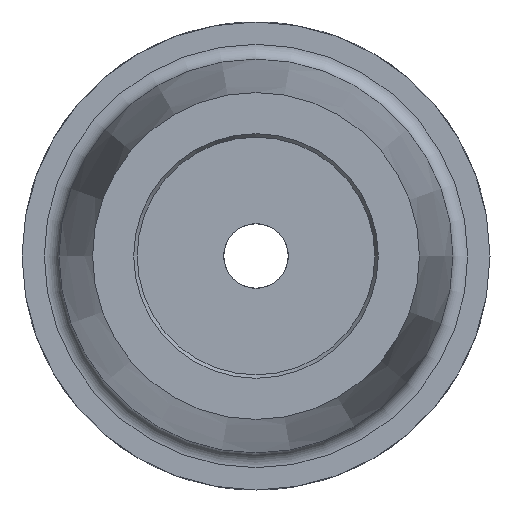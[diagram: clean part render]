
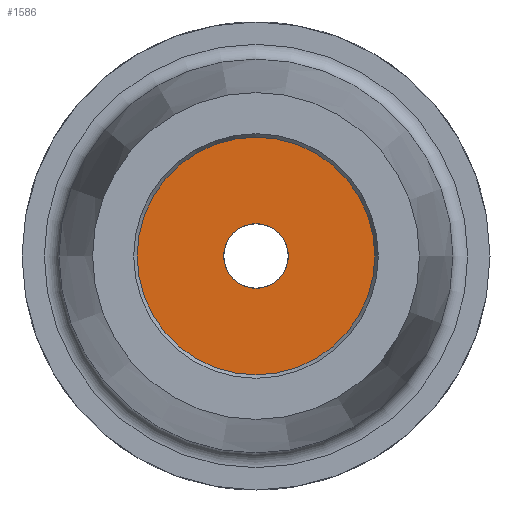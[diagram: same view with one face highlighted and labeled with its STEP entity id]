
A CAD part, left-side view. The second image highlights one B-rep face of the part: STEP entity #1586.
In plain terms, the highlighted planar face has unit normal (-1, 0, 0).
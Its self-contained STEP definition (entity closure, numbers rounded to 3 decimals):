
#136=FACE_BOUND('',#294,.T.);
#155=PLANE('',#1720);
#199=FACE_OUTER_BOUND('',#293,.T.);
#293=EDGE_LOOP('',(#1122,#1123));
#294=EDGE_LOOP('',(#1124));
#536=CIRCLE('',#1721,16.25);
#537=CIRCLE('',#1722,16.25);
#538=CIRCLE('',#1723,4.35);
#654=VERTEX_POINT('',#2797);
#655=VERTEX_POINT('',#2798);
#656=VERTEX_POINT('',#2801);
#841=EDGE_CURVE('',#654,#655,#536,.T.);
#842=EDGE_CURVE('',#655,#654,#537,.T.);
#843=EDGE_CURVE('',#656,#656,#538,.T.);
#1122=ORIENTED_EDGE('',*,*,#841,.T.);
#1123=ORIENTED_EDGE('',*,*,#842,.T.);
#1124=ORIENTED_EDGE('',*,*,#843,.F.);
#1586=ADVANCED_FACE('',(#199,#136),#155,.F.);
#1720=AXIS2_PLACEMENT_3D('',#2796,#1959,#1960);
#1721=AXIS2_PLACEMENT_3D('',#2799,#1961,#1962);
#1722=AXIS2_PLACEMENT_3D('',#2800,#1963,#1964);
#1723=AXIS2_PLACEMENT_3D('',#2802,#1965,#1966);
#1959=DIRECTION('center_axis',(1.,0.,0.));
#1960=DIRECTION('ref_axis',(0.,0.,-1.));
#1961=DIRECTION('center_axis',(-1.,0.,0.));
#1962=DIRECTION('ref_axis',(0.,1.,0.));
#1963=DIRECTION('center_axis',(-1.,0.,0.));
#1964=DIRECTION('ref_axis',(0.,1.,0.));
#1965=DIRECTION('center_axis',(-1.,0.,0.));
#1966=DIRECTION('ref_axis',(0.,0.,1.));
#2796=CARTESIAN_POINT('Origin',(-33.,8.125,0.));
#2797=CARTESIAN_POINT('',(-33.,16.25,0.));
#2798=CARTESIAN_POINT('',(-33.,-16.25,0.));
#2799=CARTESIAN_POINT('Origin',(-33.,0.,0.));
#2800=CARTESIAN_POINT('Origin',(-33.,0.,0.));
#2801=CARTESIAN_POINT('',(-33.,0.,-4.35));
#2802=CARTESIAN_POINT('Origin',(-33.,0.,0.));
